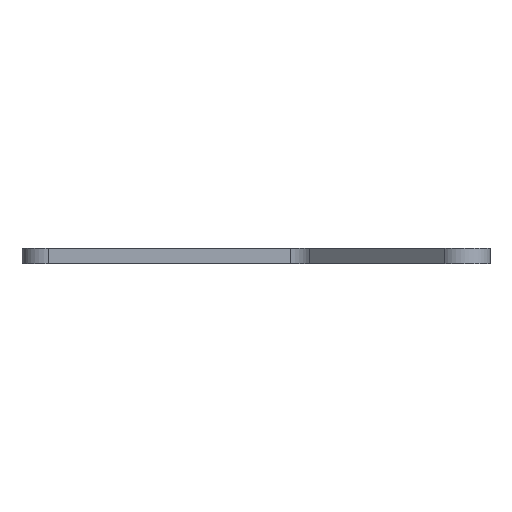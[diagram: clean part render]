
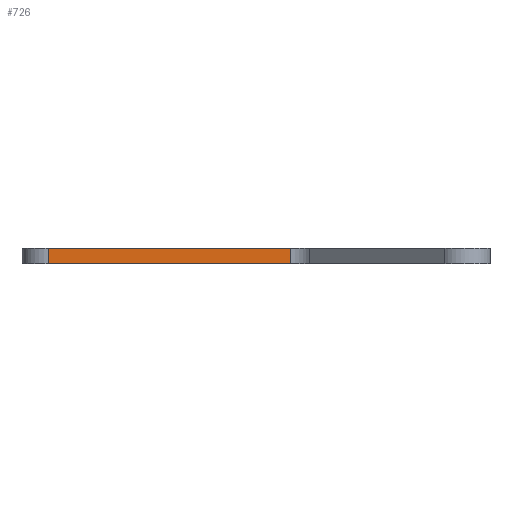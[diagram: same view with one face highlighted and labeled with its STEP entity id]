
A CAD part, front view. The second image highlights one B-rep face of the part: STEP entity #726.
In plain terms, the highlighted planar face has unit normal (0, -1, 0).
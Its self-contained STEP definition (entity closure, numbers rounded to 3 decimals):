
#58=PLANE('',#803);
#80=FACE_OUTER_BOUND('',#115,.T.);
#115=EDGE_LOOP('',(#546,#547,#548,#549));
#178=LINE('',#1086,#223);
#184=LINE('',#1107,#229);
#196=LINE('',#1172,#241);
#197=LINE('',#1173,#242);
#223=VECTOR('',#862,10.);
#229=VECTOR('',#882,10.);
#241=VECTOR('',#958,10.);
#242=VECTOR('',#959,10.);
#323=VERTEX_POINT('',#1082);
#325=VERTEX_POINT('',#1085);
#331=VERTEX_POINT('',#1103);
#333=VERTEX_POINT('',#1106);
#391=EDGE_CURVE('',#325,#323,#178,.T.);
#401=EDGE_CURVE('',#333,#331,#184,.T.);
#434=EDGE_CURVE('',#323,#333,#196,.T.);
#435=EDGE_CURVE('',#331,#325,#197,.T.);
#546=ORIENTED_EDGE('',*,*,#391,.T.);
#547=ORIENTED_EDGE('',*,*,#434,.T.);
#548=ORIENTED_EDGE('',*,*,#401,.T.);
#549=ORIENTED_EDGE('',*,*,#435,.T.);
#726=ADVANCED_FACE('',(#80),#58,.T.);
#803=AXIS2_PLACEMENT_3D('',#1171,#956,#957);
#862=DIRECTION('',(0.,0.,1.));
#882=DIRECTION('',(0.,0.,-1.));
#956=DIRECTION('center_axis',(0.,-1.,0.));
#957=DIRECTION('ref_axis',(-1.,0.,0.));
#958=DIRECTION('',(-1.,0.,0.));
#959=DIRECTION('',(1.,0.,0.));
#1082=CARTESIAN_POINT('',(71.201,-22.,4.));
#1085=CARTESIAN_POINT('',(71.201,-22.,0.));
#1086=CARTESIAN_POINT('',(71.201,-22.,4.));
#1103=CARTESIAN_POINT('',(7.,-22.,0.));
#1106=CARTESIAN_POINT('',(7.,-22.,4.));
#1107=CARTESIAN_POINT('',(7.,-22.,2.));
#1171=CARTESIAN_POINT('Origin',(74.101,-22.,4.));
#1172=CARTESIAN_POINT('',(68.05,-22.,4.));
#1173=CARTESIAN_POINT('',(68.05,-22.,0.));
